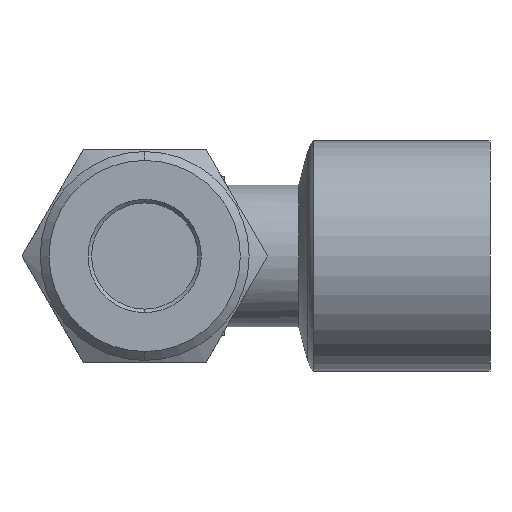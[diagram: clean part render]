
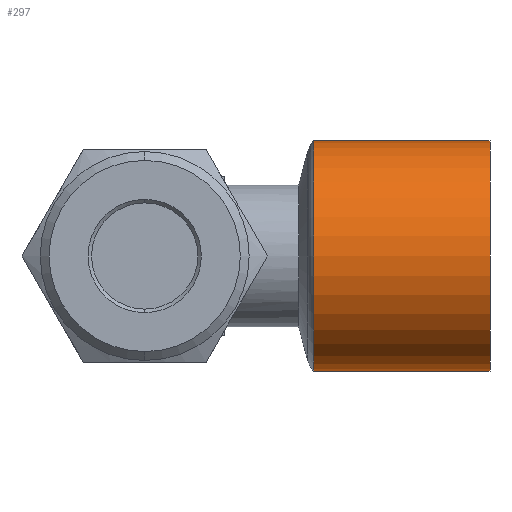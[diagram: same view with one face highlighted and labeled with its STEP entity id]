
A CAD part, left-side view. The second image highlights one B-rep face of the part: STEP entity #297.
In plain terms, the highlighted cylindrical face has radius 6.5 mm (diameter 13 mm), a partial arc.
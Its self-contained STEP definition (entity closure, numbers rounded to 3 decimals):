
#25 = EDGE_LOOP ( 'NONE', ( #1352, #1353, #1354, #1355 ) ) ;
#297 = ADVANCED_FACE ( 'NONE', ( #1407 ), #1421, .T. ) ;
#496 = DIRECTION ( 'NONE',  ( 0., 1., 0. ) ) ;
#497 = DIRECTION ( 'NONE',  ( 0., 0., 1. ) ) ;
#500 = CARTESIAN_POINT ( 'NONE',  ( 0., -6.681, 0. ) ) ;
#827 = CIRCLE ( 'NONE', #1216, 6.5 ) ;
#848 = CIRCLE ( 'NONE', #1225, 6.5 ) ;
#899 = LINE ( 'NONE', #1850, #901 ) ;
#900 = LINE ( 'NONE', #1854, #903 ) ;
#901 = VECTOR ( 'NONE', #1846, 1000. ) ;
#903 = VECTOR ( 'NONE', #1856, 1000. ) ;
#1127 = AXIS2_PLACEMENT_3D ( 'NONE', #500, #496, #497 ) ;
#1216 = AXIS2_PLACEMENT_3D ( 'NONE', #2235, #2236, #2237 ) ;
#1225 = AXIS2_PLACEMENT_3D ( 'NONE', #2273, #2274, #2275 ) ;
#1352 = ORIENTED_EDGE ( 'NONE', *, *, #2749, .F. ) ;
#1353 = ORIENTED_EDGE ( 'NONE', *, *, #2708, .T. ) ;
#1354 = ORIENTED_EDGE ( 'NONE', *, *, #2748, .T. ) ;
#1355 = ORIENTED_EDGE ( 'NONE', *, *, #2694, .T. ) ;
#1407 = FACE_OUTER_BOUND ( 'NONE', #25, .T. ) ;
#1421 = CYLINDRICAL_SURFACE ( 'NONE', #1127, 6.5 ) ;
#1846 = DIRECTION ( 'NONE',  ( 0., 1., 0. ) ) ;
#1850 = CARTESIAN_POINT ( 'NONE',  ( 0., -6.681, 6.5 ) ) ;
#1854 = CARTESIAN_POINT ( 'NONE',  ( 0., -6.681, -6.5 ) ) ;
#1856 = DIRECTION ( 'NONE',  ( 0., 1., 0. ) ) ;
#2036 = VERTEX_POINT ( 'NONE', #2380 ) ;
#2037 = VERTEX_POINT ( 'NONE', #2381 ) ;
#2042 = VERTEX_POINT ( 'NONE', #2386 ) ;
#2043 = VERTEX_POINT ( 'NONE', #2387 ) ;
#2235 = CARTESIAN_POINT ( 'NONE',  ( 0., -9.533, 0. ) ) ;
#2236 = DIRECTION ( 'NONE',  ( 0., -1., 0. ) ) ;
#2237 = DIRECTION ( 'NONE',  ( 0., 0., -1. ) ) ;
#2273 = CARTESIAN_POINT ( 'NONE',  ( 0., -19.5, 0. ) ) ;
#2274 = DIRECTION ( 'NONE',  ( 0., 1., 0. ) ) ;
#2275 = DIRECTION ( 'NONE',  ( 0., 0., 1. ) ) ;
#2380 = CARTESIAN_POINT ( 'NONE',  ( 0., -19.5, 6.5 ) ) ;
#2381 = CARTESIAN_POINT ( 'NONE',  ( 0., -19.5, -6.5 ) ) ;
#2386 = CARTESIAN_POINT ( 'NONE',  ( 0., -9.533, -6.5 ) ) ;
#2387 = CARTESIAN_POINT ( 'NONE',  ( 0., -9.533, 6.5 ) ) ;
#2694 = EDGE_CURVE ( 'NONE', #2043, #2042, #827, .T. ) ;
#2708 = EDGE_CURVE ( 'NONE', #2037, #2036, #848, .T. ) ;
#2748 = EDGE_CURVE ( 'NONE', #2036, #2043, #899, .T. ) ;
#2749 = EDGE_CURVE ( 'NONE', #2037, #2042, #900, .T. ) ;
